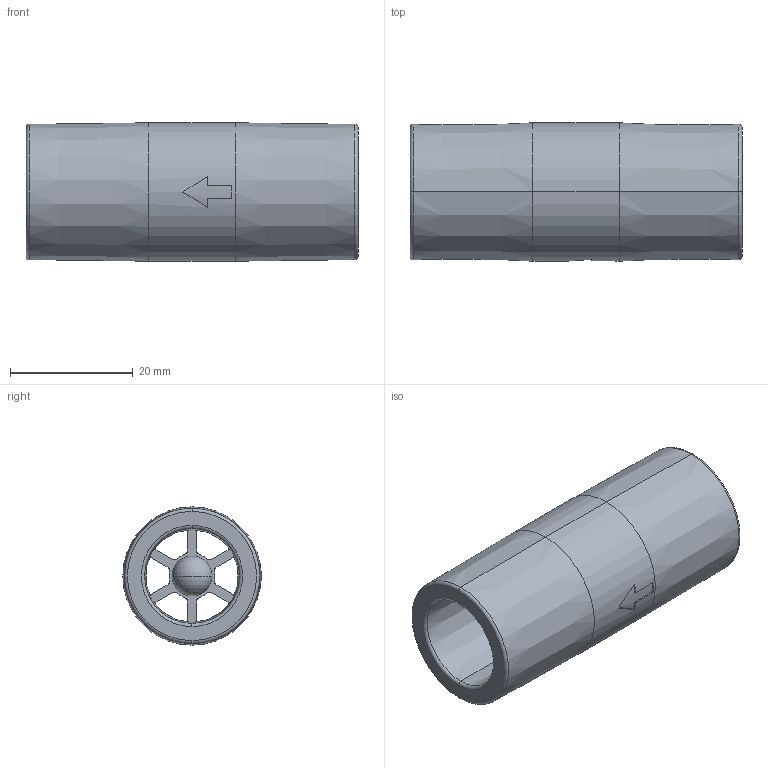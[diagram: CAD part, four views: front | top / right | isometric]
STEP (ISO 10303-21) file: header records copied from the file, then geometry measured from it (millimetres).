
FILE_DESCRIPTION (( 'STEP AP214' ), '1' );
FILE_NAME ('OWV body Rev5.STEP', '2020-04-07T16:08:29', ( '' ), ( '' ), 'SwSTEP 2.0', 'SolidWorks 2019', '' );
FILE_SCHEMA (( 'AUTOMOTIVE_DESIGN' ));
Length unit declared in the file: millimetre
Products named in the file (1): OWV body Rev5
Bounding box: 54 x 22.5 x 22.5 mm (x, y, z)
Volume: 10830.9 mm3; surface area: 7689.4 mm2
Topology: 1 solids, 1 shells, 116 faces, 301 edges, 184 vertices
Faces by surface type: cylinder 51, torus 24, plane 23, cone 14, sphere 4
Entity records: 3777 total; most frequent: CARTESIAN_POINT 866, DIRECTION 641, ORIENTED_EDGE 598, EDGE_CURVE 299, AXIS2_PLACEMENT_3D 271, VERTEX_POINT 184, CIRCLE 154, EDGE_LOOP 127
